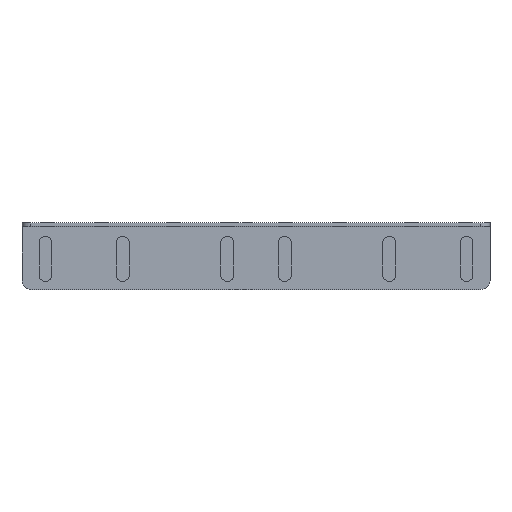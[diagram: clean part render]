
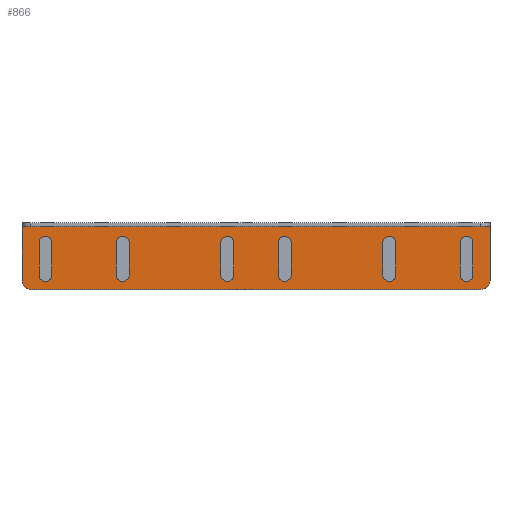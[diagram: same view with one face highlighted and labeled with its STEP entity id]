
A CAD part, top view. The second image highlights one B-rep face of the part: STEP entity #866.
In plain terms, the highlighted planar face has unit normal (0, 0, 1).
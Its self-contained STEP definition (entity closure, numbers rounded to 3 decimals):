
#67=FACE_OUTER_BOUND('',#108,.T.);
#108=EDGE_LOOP('',(#705,#706,#707,#708,#709,#710));
#162=CIRCLE('',#995,5.);
#163=CIRCLE('',#996,5.);
#230=LINE('',#1488,#309);
#235=LINE('',#1500,#314);
#237=LINE('',#1507,#316);
#238=LINE('',#1509,#317);
#309=VECTOR('',#1176,1.);
#314=VECTOR('',#1185,1.);
#316=VECTOR('',#1193,1.);
#317=VECTOR('',#1194,1.);
#416=VERTEX_POINT('',#1486);
#417=VERTEX_POINT('',#1487);
#421=VERTEX_POINT('',#1497);
#422=VERTEX_POINT('',#1499);
#424=VERTEX_POINT('',#1505);
#425=VERTEX_POINT('',#1508);
#550=EDGE_CURVE('',#416,#417,#230,.T.);
#556=EDGE_CURVE('',#421,#422,#235,.T.);
#559=EDGE_CURVE('',#424,#417,#162,.T.);
#560=EDGE_CURVE('',#424,#422,#237,.T.);
#561=EDGE_CURVE('',#425,#421,#238,.T.);
#562=EDGE_CURVE('',#416,#425,#163,.T.);
#705=ORIENTED_EDGE('',*,*,#550,.T.);
#706=ORIENTED_EDGE('',*,*,#559,.F.);
#707=ORIENTED_EDGE('',*,*,#560,.T.);
#708=ORIENTED_EDGE('',*,*,#556,.F.);
#709=ORIENTED_EDGE('',*,*,#561,.F.);
#710=ORIENTED_EDGE('',*,*,#562,.F.);
#830=PLANE('',#994);
#866=ADVANCED_FACE('',(#67),#830,.F.);
#994=AXIS2_PLACEMENT_3D('',#1504,#1189,#1190);
#995=AXIS2_PLACEMENT_3D('',#1506,#1191,#1192);
#996=AXIS2_PLACEMENT_3D('',#1510,#1195,#1196);
#1176=DIRECTION('',(1.,0.,0.));
#1185=DIRECTION('',(1.,0.,0.));
#1189=DIRECTION('center_axis',(0.,0.,-1.));
#1190=DIRECTION('ref_axis',(0.,1.,0.));
#1191=DIRECTION('center_axis',(0.,0.,-1.));
#1192=DIRECTION('ref_axis',(1.,0.,0.));
#1193=DIRECTION('',(0.,1.,0.));
#1194=DIRECTION('',(0.,1.,0.));
#1195=DIRECTION('center_axis',(0.,0.,-1.));
#1196=DIRECTION('ref_axis',(1.,0.,0.));
#1486=CARTESIAN_POINT('',(32.436,-1.18,0.));
#1487=CARTESIAN_POINT('',(282.436,-1.18,0.));
#1488=CARTESIAN_POINT('',(157.436,-1.18,0.));
#1497=CARTESIAN_POINT('',(27.436,33.82,0.));
#1499=CARTESIAN_POINT('',(287.436,33.82,0.));
#1500=CARTESIAN_POINT('',(157.436,33.82,0.));
#1504=CARTESIAN_POINT('Origin',(157.436,-1.18,0.));
#1505=CARTESIAN_POINT('',(287.436,3.82,0.));
#1506=CARTESIAN_POINT('Origin',(282.436,3.82,0.));
#1507=CARTESIAN_POINT('',(287.436,18.07,0.));
#1508=CARTESIAN_POINT('',(27.436,3.82,0.));
#1509=CARTESIAN_POINT('',(27.436,16.82,0.));
#1510=CARTESIAN_POINT('Origin',(32.436,3.82,0.));
